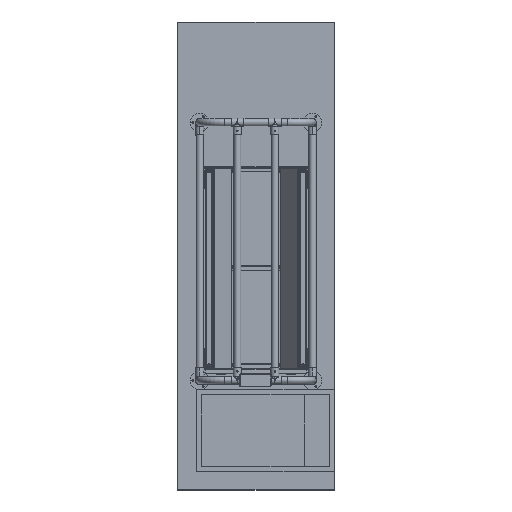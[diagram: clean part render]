
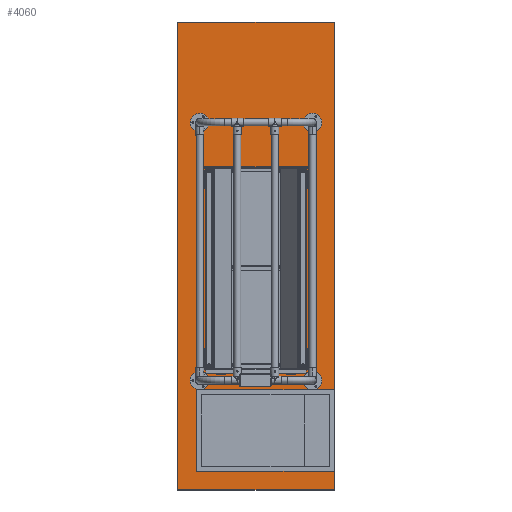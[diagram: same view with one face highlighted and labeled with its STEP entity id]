
A CAD part, top view. The second image highlights one B-rep face of the part: STEP entity #4060.
In plain terms, the highlighted planar face has unit normal (0, 0, 1).
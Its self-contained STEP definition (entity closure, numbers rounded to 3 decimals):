
#4060=ADVANCED_FACE('',(#9096),#9098,.F.);
#9096=FACE_BOUND('',#9097,.T.);
#9097=EDGE_LOOP('',(#11982,#11983,#11984,#11985));
#9098=PLANE('',#9099);
#9099=AXIS2_PLACEMENT_3D('',#9100,#9101,#9102);
#9100=CARTESIAN_POINT('',(0.,0.,-110.8));
#9101=DIRECTION('',(0.,0.,-1.));
#9102=DIRECTION('',(1.,0.,0.));
#11982=ORIENTED_EDGE('',*,*,#13440,.F.);
#11983=ORIENTED_EDGE('',*,*,#13437,.F.);
#11984=ORIENTED_EDGE('',*,*,#13434,.F.);
#11985=ORIENTED_EDGE('',*,*,#13430,.F.);
#13430=EDGE_CURVE('',#15784,#15785,#15786,.T.);
#13434=EDGE_CURVE('',#15785,#15792,#15793,.T.);
#13437=EDGE_CURVE('',#15792,#15797,#15798,.T.);
#13440=EDGE_CURVE('',#15797,#15784,#15802,.T.);
#15784=VERTEX_POINT('',#22277);
#15785=VERTEX_POINT('',#22278);
#15786=LINE('',#22279,#22280);
#15792=VERTEX_POINT('',#22293);
#15793=LINE('',#22294,#22295);
#15797=VERTEX_POINT('',#22304);
#15798=LINE('',#22305,#22306);
#15802=LINE('',#22315,#22316);
#22277=CARTESIAN_POINT('',(626.341,-970.,-110.8));
#22278=CARTESIAN_POINT('',(-626.341,-970.,-110.8));
#22279=CARTESIAN_POINT('',(626.341,-970.,-110.8));
#22280=VECTOR('',#22281,1.);
#22281=DIRECTION('',(-1.,0.,0.));
#22293=CARTESIAN_POINT('',(-626.341,2768.,-110.8));
#22294=CARTESIAN_POINT('',(-626.341,-970.,-110.8));
#22295=VECTOR('',#22296,1.);
#22296=DIRECTION('',(0.,1.,0.));
#22304=CARTESIAN_POINT('',(626.341,2768.,-110.8));
#22305=CARTESIAN_POINT('',(-626.341,2768.,-110.8));
#22306=VECTOR('',#22307,1.);
#22307=DIRECTION('',(1.,0.,0.));
#22315=CARTESIAN_POINT('',(626.341,2768.,-110.8));
#22316=VECTOR('',#22317,1.);
#22317=DIRECTION('',(0.,-1.,0.));
